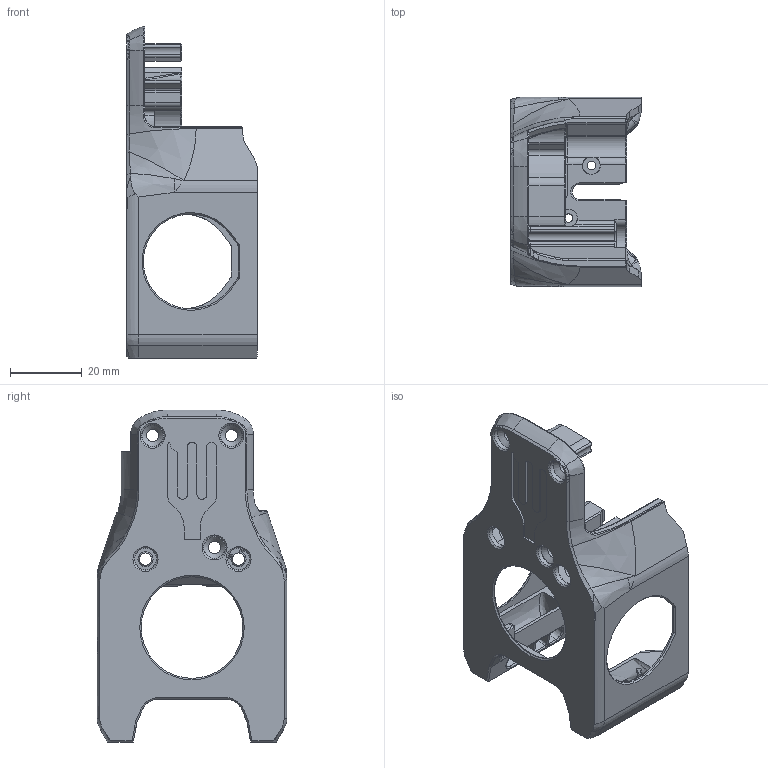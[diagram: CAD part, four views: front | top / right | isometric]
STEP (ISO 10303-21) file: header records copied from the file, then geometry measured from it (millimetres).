
FILE_DESCRIPTION(/* description */ (''),/* implementation_level */ '2;1');
FILE_NAME(/* name */ 'Cowling_Dragonfly_BMO.step',/* time_stamp */ '2021-12-11T22:39:50-05:00',/* author */ (''),/* organization */ (''),/* preprocessor_version */ 'ST-DEVELOPER v18.1',/* originating_system */ 'Autodesk Translation Framework v10.10.0.1391',/* authorisation */ '');
FILE_SCHEMA (('AUTOMOTIVE_DESIGN { 1 0 10303 214 3 1 1 }'));
Products named in the file (1): HighAirflowDragonCowling-Dragonfly-BMO
Bounding box: 36.49 x 53 x 92.83 mm (x, y, z)
Volume: 35295.5 mm3; surface area: 20147.5 mm2
Topology: 1 solids, 1 shells, 772 faces, 2041 edges, 1205 vertices
Faces by surface type: bspline 259, plane 198, cylinder 193, cone 83, torus 29, sphere 10
Full cylindrical faces by diameter (mm): 2.4 x2, 3.4 x5, 5 x1, 6 x1, 6.2 x5, 8.1 x1, 28.4 x1
Entity records: 47597 total; most frequent: CARTESIAN_POINT 30258, ORIENTED_EDGE 3962, DIRECTION 3248, EDGE_CURVE 1981, AXIS2_PLACEMENT_3D 1252, VERTEX_POINT 1205, EDGE_LOOP 802, FACE_OUTER_BOUND 772
